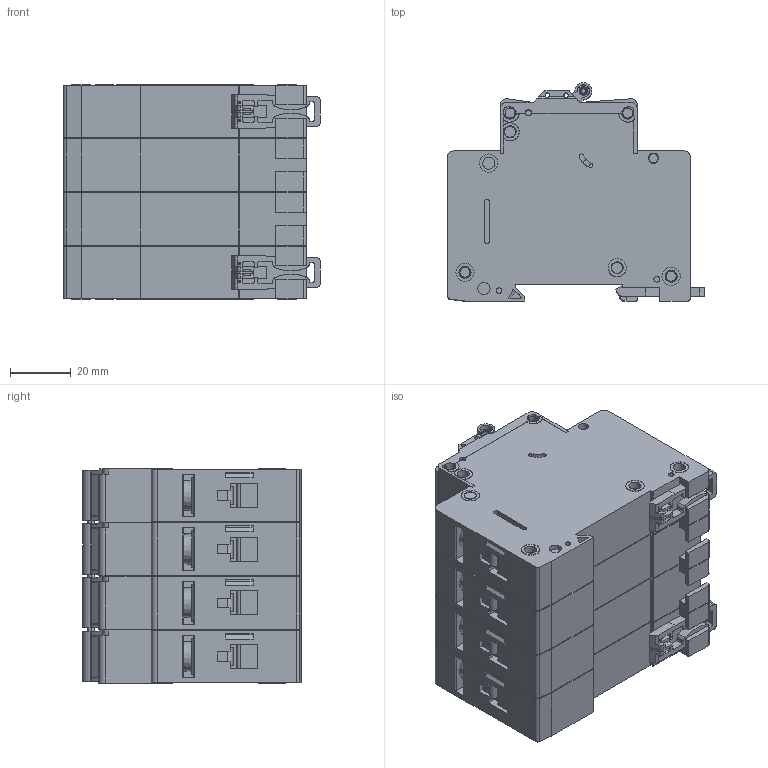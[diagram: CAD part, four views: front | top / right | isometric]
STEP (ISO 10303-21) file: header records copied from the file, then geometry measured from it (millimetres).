
FILE_DESCRIPTION(('OneSpaceDesigner STEP Export'),'2;1');
FILE_NAME('ls9004-UNI-C-3D-Dummy.stp','2009-11-18T17:15:55',(''),(''),'OneSpace Designer STEP processor for AP214 (Solid Model)','OneSpace Modeling 15.50B 03-Nov-2007 (C) CoCreate Software GmbH','');
FILE_SCHEMA(('AUTOMOTIVE_DESIGN { 1 0 10303 214 1 1 1 1 }'));
Products named in the file (2): ls9004-UNI-C-3D-Dummy
Assembly tree (1 placements, depth 2):
  ls9004-UNI-C-3D-Dummy
    ls9004-UNI-C-3D-Dummy
Bounding box: 84.7 x 72.06 x 70.8 mm (x, y, z)
Volume: 297746 mm3; surface area: 75142.9 mm2
Topology: 1 solids, 1 shells, 3037 faces, 8666 edges, 5644 vertices
Faces by surface type: plane 1844, cylinder 941, cone 154, torus 54, sphere 40, bspline 4
Entity records: 102651 total; most frequent: CARTESIAN_POINT 26238, ORIENTED_EDGE 17260, DIRECTION 14509, EDGE_CURVE 8630, VERTEX_POINT 5644, VECTOR 5431, LINE 5431, AXIS2_PLACEMENT_3D 4539
